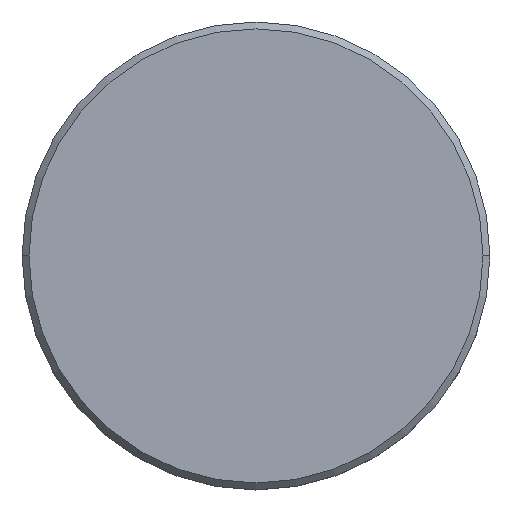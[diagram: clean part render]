
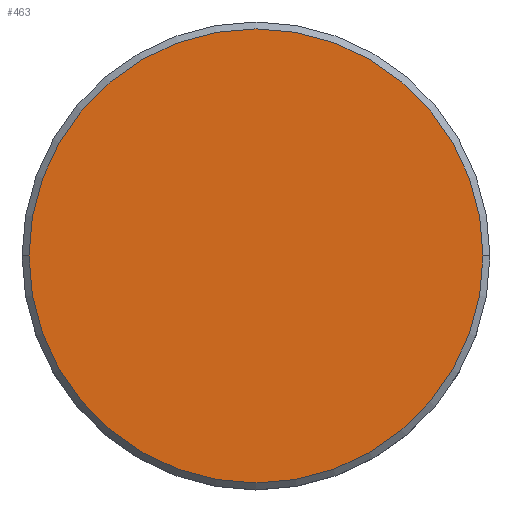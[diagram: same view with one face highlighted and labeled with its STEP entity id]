
A CAD part, top view. The second image highlights one B-rep face of the part: STEP entity #463.
In plain terms, the highlighted planar face has unit normal (0, 0, 1).
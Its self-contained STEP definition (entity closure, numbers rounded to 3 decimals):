
#28 = ORIENTED_EDGE ( 'NONE', *, *, #1040, .T. ) ;
#40 = ORIENTED_EDGE ( 'NONE', *, *, #256, .T. ) ;
#256 = EDGE_CURVE ( 'NONE', #938, #737, #297, .T. ) ;
#297 = CIRCLE ( 'NONE', #887, 16.5 ) ;
#319 = DIRECTION ( 'NONE',  ( 1., 0., 0. ) ) ;
#411 = AXIS2_PLACEMENT_3D ( 'NONE', #761, #1136, #319 ) ;
#463 = ADVANCED_FACE ( 'NONE', ( #1044 ), #495, .T. ) ;
#495 = PLANE ( 'NONE',  #411 ) ;
#507 = EDGE_LOOP ( 'NONE', ( #40, #28 ) ) ;
#611 = DIRECTION ( 'NONE',  ( 1., 0., 0. ) ) ;
#631 = CIRCLE ( 'NONE', #713, 16.5 ) ;
#701 = DIRECTION ( 'NONE',  ( 0., 0., 1. ) ) ;
#713 = AXIS2_PLACEMENT_3D ( 'NONE', #1097, #701, #611 ) ;
#737 = VERTEX_POINT ( 'NONE', #953 ) ;
#761 = CARTESIAN_POINT ( 'NONE',  ( 0., 0., 0. ) ) ;
#813 = DIRECTION ( 'NONE',  ( 1., 0., 0. ) ) ;
#887 = AXIS2_PLACEMENT_3D ( 'NONE', #1095, #1006, #813 ) ;
#938 = VERTEX_POINT ( 'NONE', #974 ) ;
#953 = CARTESIAN_POINT ( 'NONE',  ( 16.5, 0., 0. ) ) ;
#974 = CARTESIAN_POINT ( 'NONE',  ( -16.5, 0., 0. ) ) ;
#1006 = DIRECTION ( 'NONE',  ( 0., 0., 1. ) ) ;
#1040 = EDGE_CURVE ( 'NONE', #737, #938, #631, .T. ) ;
#1044 = FACE_OUTER_BOUND ( 'NONE', #507, .T. ) ;
#1095 = CARTESIAN_POINT ( 'NONE',  ( 0., 0., 0. ) ) ;
#1097 = CARTESIAN_POINT ( 'NONE',  ( 0., 0., 0. ) ) ;
#1136 = DIRECTION ( 'NONE',  ( 0., 0., 1. ) ) ;
